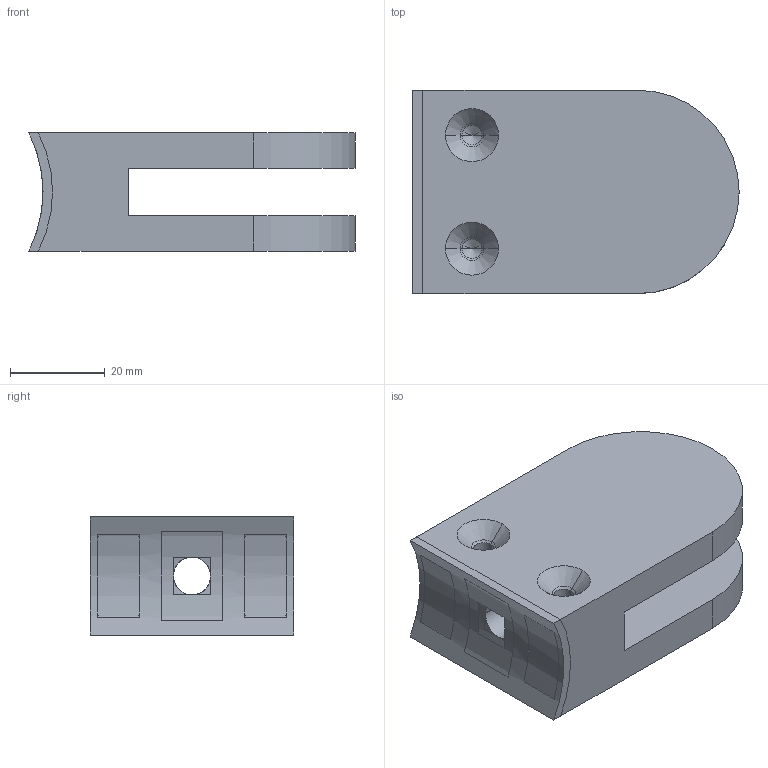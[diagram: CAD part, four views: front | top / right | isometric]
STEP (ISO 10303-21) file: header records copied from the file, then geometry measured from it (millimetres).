
FILE_DESCRIPTION((''),'2;1');
FILE_NAME('GLASKLEMME_HALBRUND_MODELL_22PL','2019-04-16T13:25:42',('wgogel'),('Gerresheimer Regensburg GmbH'),'CREO PARAMETRIC BY PTC INC, 2018190','CREO PARAMETRIC BY PTC INC, 2018190','');
FILE_SCHEMA(('CONFIG_CONTROL_DESIGN','SHAPE_APPEARANCE_LAYERS_GROUPS'));
Length unit declared in the file: millimetre
Products named in the file (1): GLASKLEMME_HALBRUND_MODELL_22PL
Bounding box: 69 x 43 x 25 mm (x, y, z)
Volume: 46042.3 mm3; surface area: 16750.1 mm2
Topology: 1 solids, 5 shells, 57 faces, 162 edges, 118 vertices
Faces by surface type: plane 27, cylinder 18, cone 12
Entity records: 2020 total; most frequent: CARTESIAN_POINT 420, DIRECTION 318, ORIENTED_EDGE 280, EDGE_CURVE 152, AXIS2_PLACEMENT_3D 118, VERTEX_POINT 106, VECTOR 82, LINE 82
